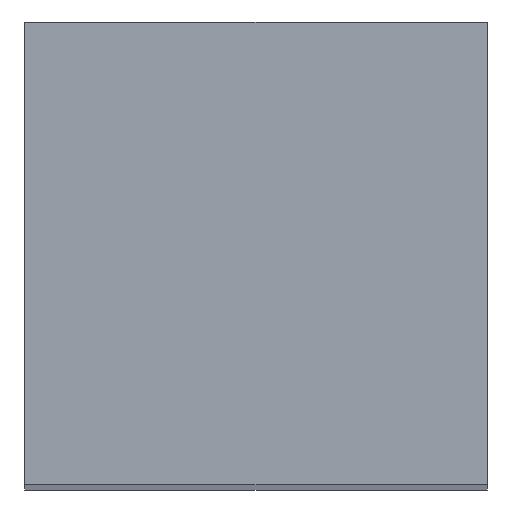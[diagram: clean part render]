
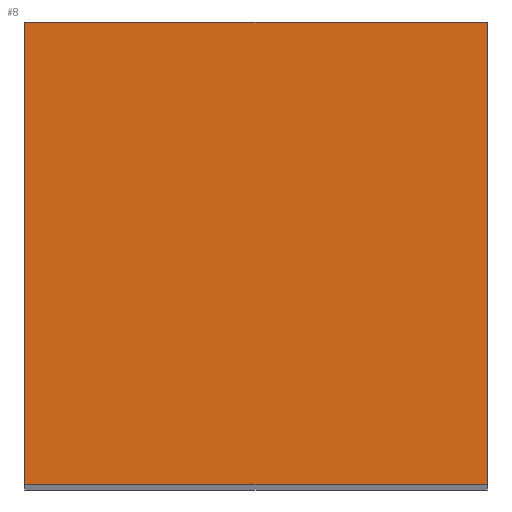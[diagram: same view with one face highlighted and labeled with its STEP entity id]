
A CAD part, top view. The second image highlights one B-rep face of the part: STEP entity #8.
In plain terms, the highlighted planar face has unit normal (0, 0, 1).
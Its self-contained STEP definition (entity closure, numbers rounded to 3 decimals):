
#1 = CARTESIAN_POINT ( 'NONE',  ( 1., 2., 6.25 ) ) ;
#5 = ORIENTED_EDGE ( 'NONE', *, *, #47, .F. ) ;
#7 = CARTESIAN_POINT ( 'NONE',  ( -1., 0., 6.25 ) ) ;
#8 = ADVANCED_FACE ( 'NONE', ( #191 ), #104, .F. ) ;
#11 = VECTOR ( 'NONE', #83, 1000. ) ;
#14 = DIRECTION ( 'NONE',  ( 0., 0., -1. ) ) ;
#23 = CARTESIAN_POINT ( 'NONE',  ( 1., 2., 6.25 ) ) ;
#39 = AXIS2_PLACEMENT_3D ( 'NONE', #141, #14, #65 ) ;
#44 = ORIENTED_EDGE ( 'NONE', *, *, #198, .T. ) ;
#47 = EDGE_CURVE ( 'NONE', #48, #98, #69, .T. ) ;
#48 = VERTEX_POINT ( 'NONE', #171 ) ;
#65 = DIRECTION ( 'NONE',  ( -1., 0., 0. ) ) ;
#69 = LINE ( 'NONE', #1, #138 ) ;
#78 = VERTEX_POINT ( 'NONE', #125 ) ;
#81 = CARTESIAN_POINT ( 'NONE',  ( -1., 2., 6.25 ) ) ;
#83 = DIRECTION ( 'NONE',  ( 0., -1., 0. ) ) ;
#95 = CARTESIAN_POINT ( 'NONE',  ( 1., 0., 6.25 ) ) ;
#98 = VERTEX_POINT ( 'NONE', #95 ) ;
#101 = DIRECTION ( 'NONE',  ( 0., -1., 0. ) ) ;
#103 = VERTEX_POINT ( 'NONE', #7 ) ;
#104 = PLANE ( 'NONE',  #39 ) ;
#110 = VECTOR ( 'NONE', #147, 1000. ) ;
#114 = EDGE_CURVE ( 'NONE', #78, #48, #197, .T. ) ;
#115 = VECTOR ( 'NONE', #192, 1000. ) ;
#121 = LINE ( 'NONE', #81, #11 ) ;
#125 = CARTESIAN_POINT ( 'NONE',  ( -1., 2., 6.25 ) ) ;
#138 = VECTOR ( 'NONE', #101, 1000. ) ;
#141 = CARTESIAN_POINT ( 'NONE',  ( 1., 2., 6.25 ) ) ;
#147 = DIRECTION ( 'NONE',  ( 1., 0., 0. ) ) ;
#148 = CARTESIAN_POINT ( 'NONE',  ( 1., 0., 6.25 ) ) ;
#153 = EDGE_LOOP ( 'NONE', ( #195, #5, #200, #44 ) ) ;
#167 = LINE ( 'NONE', #148, #115 ) ;
#170 = EDGE_CURVE ( 'NONE', #103, #98, #167, .T. ) ;
#171 = CARTESIAN_POINT ( 'NONE',  ( 1., 2., 6.25 ) ) ;
#191 = FACE_OUTER_BOUND ( 'NONE', #153, .T. ) ;
#192 = DIRECTION ( 'NONE',  ( 1., 0., 0. ) ) ;
#195 = ORIENTED_EDGE ( 'NONE', *, *, #170, .T. ) ;
#197 = LINE ( 'NONE', #23, #110 ) ;
#198 = EDGE_CURVE ( 'NONE', #78, #103, #121, .T. ) ;
#200 = ORIENTED_EDGE ( 'NONE', *, *, #114, .F. ) ;
